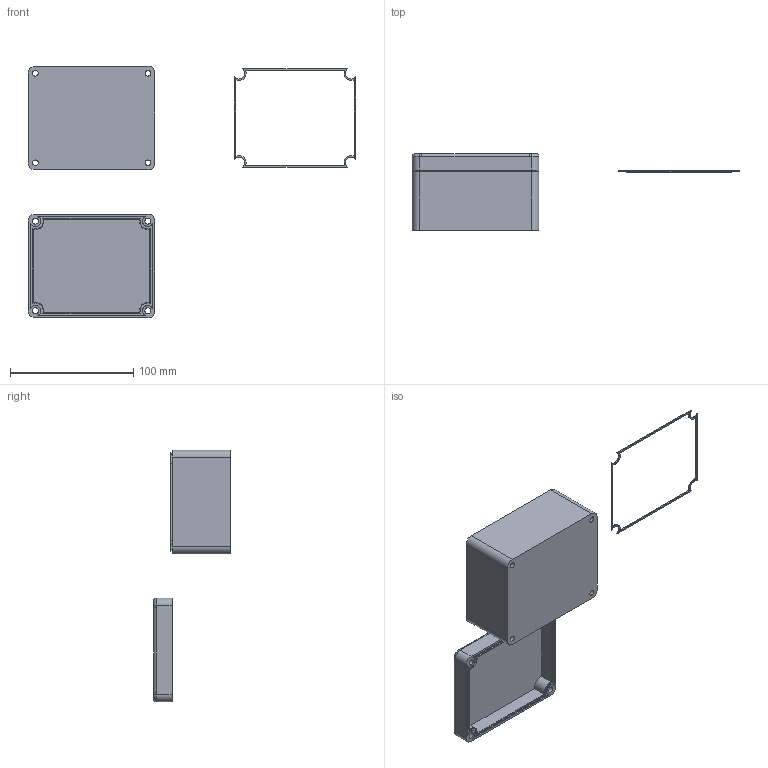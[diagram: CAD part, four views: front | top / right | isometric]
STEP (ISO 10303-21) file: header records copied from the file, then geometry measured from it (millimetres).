
FILE_DESCRIPTION(/* description */ (''),/* implementation_level */ '2;1');
FILE_NAME(/* name */ 'Sensing_enclosure v4.step',/* time_stamp */ '2018-01-22T23:10:37-08:00',/* author */ (''),/* organization */ (''),/* preprocessor_version */ 'ST-DEVELOPER v16.13',/* originating_system */ 'Autodesk Translation Framework v6.5.0.72',/* authorisation */ '');
FILE_SCHEMA (('AUTOMOTIVE_DESIGN { 1 0 10303 214 3 1 1 }'));
Length unit declared in the file: millimetre
Products named in the file (3): Sensing_enclosure; Enclosure; gasket
Assembly tree (2 placements, depth 3):
  Sensing_enclosure
    Enclosure
      gasket
Bounding box: 265.55 x 62.35 x 204.25 mm (x, y, z)
Volume: 145068.7 mm3; surface area: 83207.5 mm2
Topology: 3 solids, 3 shells, 133 faces, 326 edges, 214 vertices
Faces by surface type: cylinder 68, plane 61, torus 4
Full cylindrical faces by diameter (mm): 2.327 x1, 2.482 x1, 2.488 x1, 4.6 x4, 4.8 x4, 6 x4, 7.6 x4, 10 x3
Entity records: 4151 total; most frequent: CARTESIAN_POINT 744, DIRECTION 728, ORIENTED_EDGE 652, EDGE_CURVE 326, AXIS2_PLACEMENT_3D 276, VERTEX_POINT 214, LINE 176, VECTOR 176
